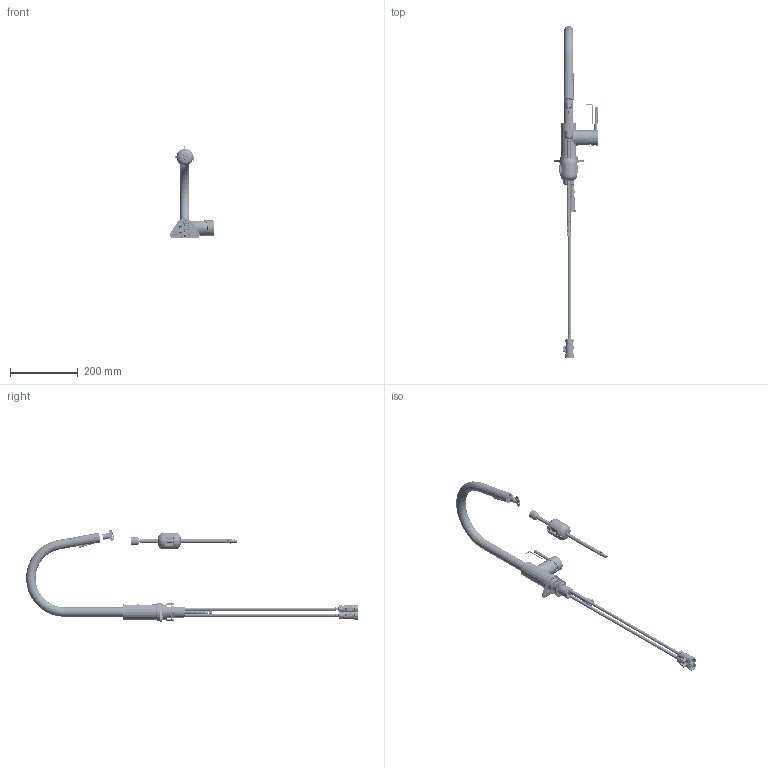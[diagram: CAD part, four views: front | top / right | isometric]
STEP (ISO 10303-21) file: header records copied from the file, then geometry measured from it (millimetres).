
FILE_DESCRIPTION((''),'2;1');
FILE_NAME('T60719-XX-FGRSYU1','2025-05-29T',('g1002013'),(''),'PRO/ENGINEER BY PARAMETRIC TECHNOLOGY CORPORATION, 2013410','PRO/ENGINEER BY PARAMETRIC TECHNOLOGY CORPORATION, 2013410','');
FILE_SCHEMA(('CONFIG_CONTROL_DESIGN'));
Length unit declared in the file: millimetre
Products named in the file (62): CTYZ0048; CTDP0102-01; CTDP0202-02; CTDP0102; CTRR0284; ATBA0242; CTKP0183; CTCP0366; CTHZ0281; CTST0117; CTCP0072; ATBP0379; ATBP0702; CTNP0078; ATBQ1044-1; ATBQ1044-2; ATBQ1044-3; ATBQ1044-4; ATBQ1044-5; ATBQ1044; CTCP0494; CTWP0346; CTCP0684; CTRR0170; CTRP0102; CTPT0074; CTCP0683; ATBE0378-01; ATBE0378-02; ATBE0378-04; ATBE0378-05; ATBE0378-06; ATBE0378-03; ATBE0378-07; ATBE0378; ATBA0276; ATBP0635-1; ATBP0635-2; ATBP0635-3; ATBP0635-4 ...
Assembly tree (69 placements, depth 4):
  T60719-XX-FGRSYU1
    CTYZ0048
    CTDP0102
      CTDP0102-01
      CTDP0202-02  x2
    CTRR0284
    ATBA0242
    CTKP0183
    CTCP0366
    CTHZ0281
    CTST0117
    CTCP0072
    ATBP0379
    ATBP0702  x2
    CTNP0078
    ATBQ1044
      ATBQ1044-1
      ATBQ1044-2
      ATBQ1044-3
      ATBQ1044-4  x2
      ATBQ1044-5
    CTCP0494
    CTWP0346
    CTCP0684
    CTRR0170  x2
    CTRP0102
    CTPT0074
    CTCP0683
    ATBE0378
      ATBE0378-01
      ATBE0378-02
      ATBE0378-03
        ATBE0378-04
        ATBE0378-05
        ATBE0378-06
      ATBE0378-07
    ATBA0276
    ATBP0635
      ATBP0635-1
      ATBP0635-2
      ATBP0635-3
      ATBP0635-4
      ATBP0635-5
      ATBP0635-6
      ATBP0635-7
      ATBP0635-8_AF0
      ATBP0635-8_AF1
      CTCP0485
    ATBQ0882
      ATBQ0882-1
      ATBQ0882-2
    CCQT0002
    CTNP0069
    CTQP0050
    ATBQ1068  x2
      ATBQ1068-5
      ATBQ1068-3
      ATBQ1068-1
      ATBQ1068-4
      ATBQ1068-2
Bounding box: 130.83 x 977.59 x 272.94 mm (x, y, z)
Volume: 471937 mm3; surface area: 418087.8 mm2
Topology: 75 solids, 75 shells, 6913 faces, 18409 edges, 11697 vertices
Faces by surface type: plane 3097, cylinder 1745, bspline 771, torus 622, cone 560, sphere 101, extrusion 17
Entity records: 285250 total; most frequent: CARTESIAN_POINT 137569, ORIENTED_EDGE 32480, DIRECTION 28104, EDGE_CURVE 16240, VERTEX_POINT 10328, AXIS2_PLACEMENT_3D 10206, VECTOR 7692, LINE 7675
